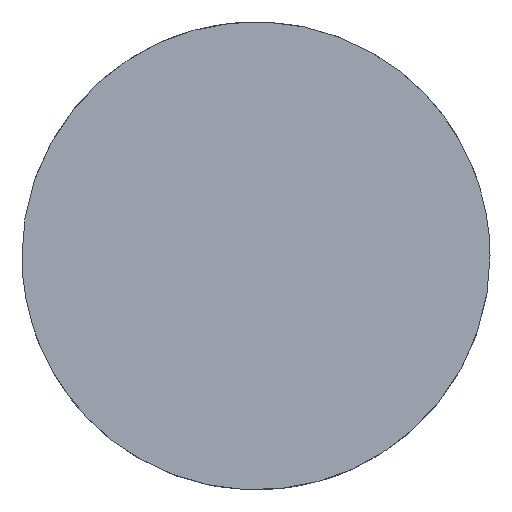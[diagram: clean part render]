
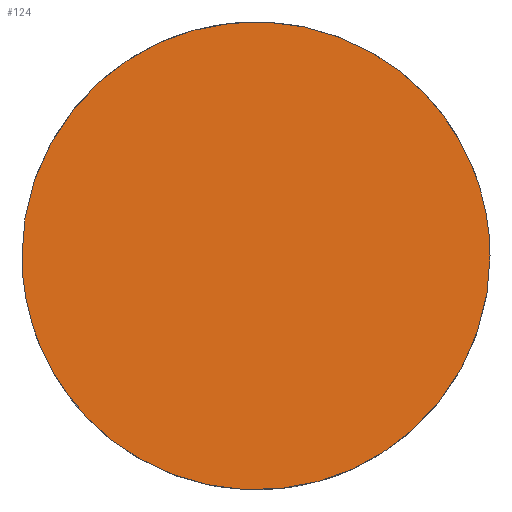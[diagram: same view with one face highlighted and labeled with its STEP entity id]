
A CAD part, top view. The second image highlights one B-rep face of the part: STEP entity #124.
In plain terms, the highlighted planar face has unit normal (0.144, 0, 0.99).
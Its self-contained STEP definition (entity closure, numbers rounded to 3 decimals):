
#16 = FACE_OUTER_BOUND ( 'NONE', #63, .T. ) ;
#18 =( BOUNDED_CURVE ( )  B_SPLINE_CURVE ( 3, ( #245, #43, #183, #87 ),
 .UNSPECIFIED., .F., .F. ) 
 B_SPLINE_CURVE_WITH_KNOTS ( ( 4, 4 ),
 ( 3.142, 6.283 ),
 .UNSPECIFIED. ) 
 CURVE ( )  GEOMETRIC_REPRESENTATION_ITEM ( )  RATIONAL_B_SPLINE_CURVE ( ( 1., 0.333, 0.333, 1. ) ) 
 REPRESENTATION_ITEM ( '' )  );
#23 = DIRECTION ( 'NONE',  ( -0.144, 0., -0.99 ) ) ;
#43 = CARTESIAN_POINT ( 'NONE',  ( -12.5, 25., 6.644 ) ) ;
#63 = EDGE_LOOP ( 'NONE', ( #243, #178 ) ) ;
#87 = CARTESIAN_POINT ( 'NONE',  ( 12.5, 0., 3. ) ) ;
#101 = EDGE_CURVE ( 'NONE', #139, #157, #18, .T. ) ;
#124 = ADVANCED_FACE ( 'NONE', ( #16 ), #241, .F. ) ;
#139 = VERTEX_POINT ( 'NONE', #205 ) ;
#143 = CARTESIAN_POINT ( 'NONE',  ( -12.5, -25., 6.644 ) ) ;
#145 = EDGE_CURVE ( 'NONE', #157, #139, #193, .T. ) ;
#146 = CARTESIAN_POINT ( 'NONE',  ( 12.5, -25., 3. ) ) ;
#147 = DIRECTION ( 'NONE',  ( -0.99, 0., 0.144 ) ) ;
#157 = VERTEX_POINT ( 'NONE', #222 ) ;
#173 = AXIS2_PLACEMENT_3D ( 'NONE', #146, #23, #147 ) ;
#178 = ORIENTED_EDGE ( 'NONE', *, *, #145, .F. ) ;
#183 = CARTESIAN_POINT ( 'NONE',  ( 12.5, 25., 3. ) ) ;
#186 = CARTESIAN_POINT ( 'NONE',  ( 12.5, 0., 3. ) ) ;
#193 =( BOUNDED_CURVE ( )  B_SPLINE_CURVE ( 3, ( #186, #242, #143, #202 ),
 .UNSPECIFIED., .F., .T. ) 
 B_SPLINE_CURVE_WITH_KNOTS ( ( 4, 4 ),
 ( 0., 3.142 ),
 .UNSPECIFIED. ) 
 CURVE ( )  GEOMETRIC_REPRESENTATION_ITEM ( )  RATIONAL_B_SPLINE_CURVE ( ( 1., 0.333, 0.333, 1. ) ) 
 REPRESENTATION_ITEM ( '' )  );
#202 = CARTESIAN_POINT ( 'NONE',  ( -12.5, 0., 6.644 ) ) ;
#205 = CARTESIAN_POINT ( 'NONE',  ( -12.5, 0., 6.644 ) ) ;
#222 = CARTESIAN_POINT ( 'NONE',  ( 12.5, 0., 3. ) ) ;
#241 = PLANE ( 'NONE',  #173 ) ;
#242 = CARTESIAN_POINT ( 'NONE',  ( 12.5, -25., 3. ) ) ;
#243 = ORIENTED_EDGE ( 'NONE', *, *, #101, .F. ) ;
#245 = CARTESIAN_POINT ( 'NONE',  ( -12.5, 0., 6.644 ) ) ;
